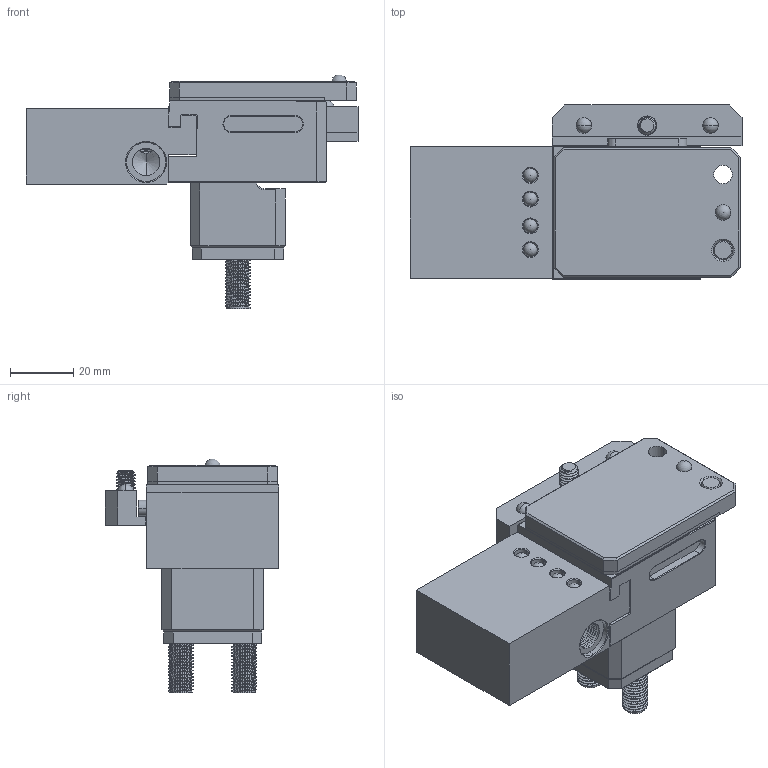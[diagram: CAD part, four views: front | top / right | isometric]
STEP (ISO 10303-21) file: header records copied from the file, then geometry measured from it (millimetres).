
FILE_DESCRIPTION (( 'STEP AP214' ), '1' );
FILE_NAME ('CR424509.STEP', '2024-07-22T12:53:39', ( '' ), ( '' ), 'SwSTEP 2.0', 'SolidWorks 2021', '' );
FILE_SCHEMA (( 'AUTOMOTIVE_DESIGN' ));
Length unit declared in the file: millimetre
Products named in the file (23): 9CS423009-C; Bola_5; iman_8x4; iman_6x3; CR424509; 9CR424509-B_Curta; 9CS423009-T; torica_3.1x1i6; iman_6x2; Bola_4i5; iman_14x4; 9CS000000-G; Junta_tor_4x1.5; 9CS423009-D1; 9CR000000-F; 9CR000000-T_91294A239; 9CS423009-D2; Chaveta_25x5; 9CS423009-E; iman_6x5; 9CR424509-C; 9CR424509-G; 9CS423009-A
Assembly tree (37 placements, depth 2):
  CR424509
    9CS423009-A
    iman_6x3  x2
    iman_6x5
    9CS423009-D1
    9CS423009-D2
    iman_14x4  x2
    9CS000000-G
    torica_3.1x1i6
    Bola_5  x3
    iman_8x4  x2
    9CS423009-C
    9CS423009-T  x2
    9CS423009-E
    iman_6x2
    Chaveta_25x5
    9CR424509-B_Curta
    9CR424509-G  x3
    9CR000000-F
    9CR424509-C  x3
    9CR000000-T_91294A239
    Bola_4i5  x4
    Junta_tor_4x1.5  x3
Bounding box: 105 x 55 x 74 mm (x, y, z)
Volume: 134226.5 mm3; surface area: 60013.6 mm2
Topology: 41 solids, 41 shells, 1328 faces, 3340 edges, 2113 vertices
Faces by surface type: plane 441, cylinder 385, bspline 233, cone 128, torus 127, sphere 14
Entity records: 56426 total; most frequent: CARTESIAN_POINT 27986, ORIENTED_EDGE 5402, DIRECTION 4333, EDGE_CURVE 2701, VERTEX_POINT 1725, AXIS2_PLACEMENT_3D 1501, LINE 1331, VECTOR 1331
